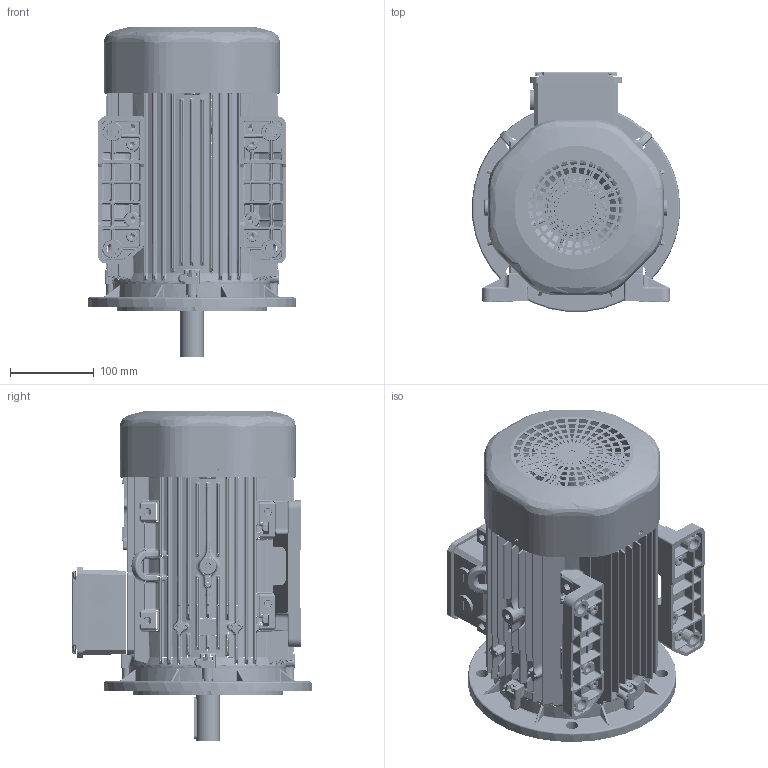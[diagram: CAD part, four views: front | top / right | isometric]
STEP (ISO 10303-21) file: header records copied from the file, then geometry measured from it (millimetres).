
FILE_DESCRIPTION(/* description */ (''),/* implementation_level */ '2;1');
FILE_NAME(/* name */ '_QH series_ 112_B35_stp.stp',/* time_stamp */ '2024-07-31T19:36:35+03:00',/* author */ (''),/* organization */ (''),/* preprocessor_version */ 'ST-DEVELOPER v18.102',/* originating_system */ 'SIEMENS PLM Software NX2206.8101',/* authorisation */ '');
FILE_SCHEMA (('AUTOMOTIVE_DESIGN { 1 0 10303 214 3 1 1 1 }'));
Products named in the file (1): _QH series_ 112_B35_stp_objects
Bounding box: 249.6 x 287.04 x 396 mm (x, y, z)
Surface area: 811397.1 mm2 (no closed solid volume)
Topology: 0 solids, 125 shells, 7546 faces, 23979 edges, 15496 vertices
Faces by surface type: cylinder 2819, plane 1607, torus 1436, bspline 784, cone 564, sphere 336
Full cylindrical faces by diameter (mm): 4.6 x3, 8 x5, 8.5 x1, 25 x2, 28 x1, 29.2 x1, 29.5 x1, 30 x2
Entity records: 300204 total; most frequent: CARTESIAN_POINT 116891, ORIENTED_EDGE 37261, DIRECTION 32394, EDGE_CURVE 23668, VERTEX_POINT 15444, AXIS2_PLACEMENT_3D 12679, B_SPLINE_CURVE_WITH_KNOTS 10214, EDGE_LOOP 7979
